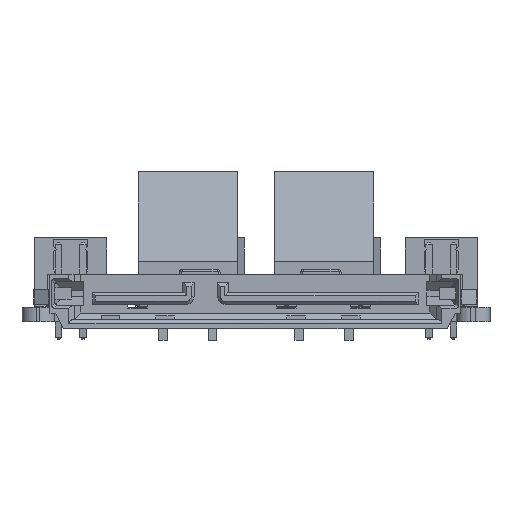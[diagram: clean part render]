
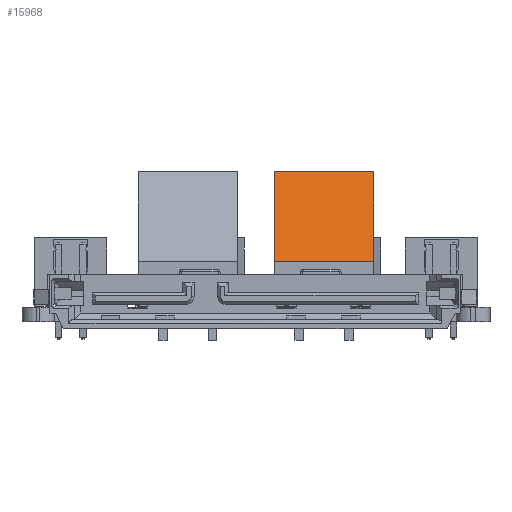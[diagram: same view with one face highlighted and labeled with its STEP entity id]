
A CAD part, left-side view. The second image highlights one B-rep face of the part: STEP entity #15968.
In plain terms, the highlighted face is planar.
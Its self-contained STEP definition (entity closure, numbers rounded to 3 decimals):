
#15866 = VERTEX_POINT('',#15867);
#15867 = CARTESIAN_POINT('',(-2.54,5.2,4.57));
#15873 = EDGE_CURVE('',#15874,#15866,#15876,.T.);
#15874 = VERTEX_POINT('',#15875);
#15875 = CARTESIAN_POINT('',(-2.54,2.2,13.8));
#15876 = LINE('',#15877,#15878);
#15877 = CARTESIAN_POINT('',(-2.54,2.2,13.8));
#15878 = VECTOR('',#15879,1.);
#15879 = DIRECTION('',(0.,0.309,-0.951));
#15927 = EDGE_CURVE('',#15874,#15928,#15930,.T.);
#15928 = VERTEX_POINT('',#15929);
#15929 = CARTESIAN_POINT('',(7.62,2.2,13.8));
#15930 = LINE('',#15931,#15932);
#15931 = CARTESIAN_POINT('',(-2.54,2.2,13.8));
#15932 = VECTOR('',#15933,1.);
#15933 = DIRECTION('',(1.,0.,0.));
#15968 = ADVANCED_FACE('',(#15969),#15987,.T.);
#15969 = FACE_BOUND('',#15970,.T.);
#15970 = EDGE_LOOP('',(#15971,#15972,#15980,#15986));
#15971 = ORIENTED_EDGE('',*,*,#15927,.T.);
#15972 = ORIENTED_EDGE('',*,*,#15973,.T.);
#15973 = EDGE_CURVE('',#15928,#15974,#15976,.T.);
#15974 = VERTEX_POINT('',#15975);
#15975 = CARTESIAN_POINT('',(7.62,5.2,4.57));
#15976 = LINE('',#15977,#15978);
#15977 = CARTESIAN_POINT('',(7.62,2.2,13.8));
#15978 = VECTOR('',#15979,1.);
#15979 = DIRECTION('',(0.,0.309,-0.951));
#15980 = ORIENTED_EDGE('',*,*,#15981,.F.);
#15981 = EDGE_CURVE('',#15866,#15974,#15982,.T.);
#15982 = LINE('',#15983,#15984);
#15983 = CARTESIAN_POINT('',(-2.54,5.2,4.57));
#15984 = VECTOR('',#15985,1.);
#15985 = DIRECTION('',(1.,0.,0.));
#15986 = ORIENTED_EDGE('',*,*,#15873,.F.);
#15987 = PLANE('',#15988);
#15988 = AXIS2_PLACEMENT_3D('',#15989,#15990,#15991);
#15989 = CARTESIAN_POINT('',(-2.54,2.2,13.8));
#15990 = DIRECTION('',(0.,0.951,0.309));
#15991 = DIRECTION('',(0.,0.309,-0.951));
